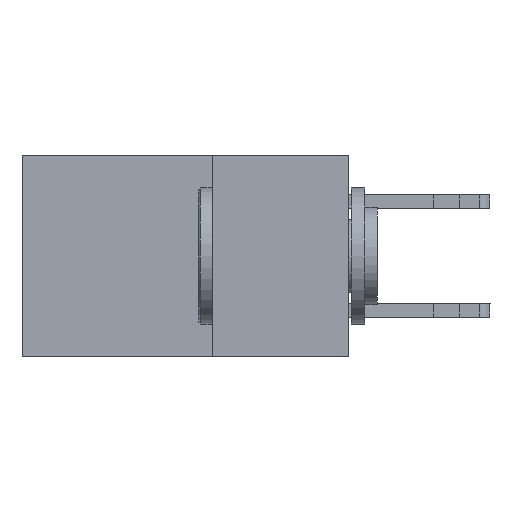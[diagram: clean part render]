
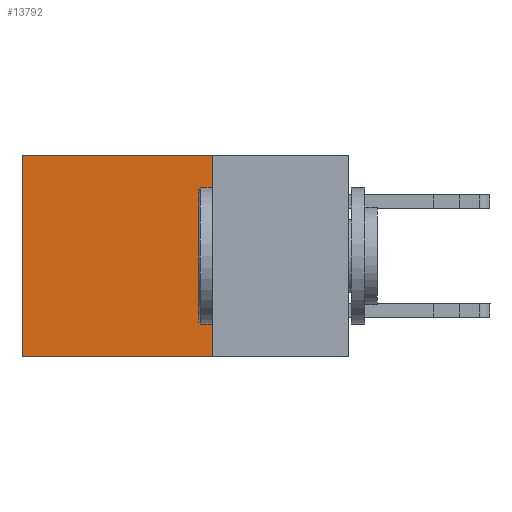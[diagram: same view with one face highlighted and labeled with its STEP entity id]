
A CAD part, left-side view. The second image highlights one B-rep face of the part: STEP entity #13792.
In plain terms, the highlighted planar face has unit normal (-1, 0, 0).
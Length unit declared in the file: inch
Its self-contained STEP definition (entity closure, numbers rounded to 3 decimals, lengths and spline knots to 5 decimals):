
#42 = PLANE ( 'NONE',  #3362 ) ;
#212 = EDGE_CURVE ( 'NONE', #15425, #16162, #3043, .T. ) ;
#2268 = DIRECTION ( 'NONE',  ( 0., 0., -1. ) ) ;
#2306 = CARTESIAN_POINT ( 'NONE',  ( 0.2615, 0.25, 0. ) ) ;
#2405 = VERTEX_POINT ( 'NONE', #2575 ) ;
#2575 = CARTESIAN_POINT ( 'NONE',  ( 0.2615, 0.25, -0.37 ) ) ;
#2910 = DIRECTION ( 'NONE',  ( 0., 0., -1. ) ) ;
#2922 = CARTESIAN_POINT ( 'NONE',  ( 0.2615, 0.6, -0.37 ) ) ;
#3043 = LINE ( 'NONE', #8117, #6328 ) ;
#3362 = AXIS2_PLACEMENT_3D ( 'NONE', #9848, #11228, #2910 ) ;
#3959 = CARTESIAN_POINT ( 'NONE',  ( 0.2615, 0.25, -0.37 ) ) ;
#4618 = EDGE_LOOP ( 'NONE', ( #11596, #7140, #16616, #17246 ) ) ;
#5872 = LINE ( 'NONE', #17211, #9135 ) ;
#6328 = VECTOR ( 'NONE', #8075, 39.37008 ) ;
#6918 = VERTEX_POINT ( 'NONE', #2922 ) ;
#7140 = ORIENTED_EDGE ( 'NONE', *, *, #11468, .F. ) ;
#7681 = DIRECTION ( 'NONE',  ( 0., 0., -1. ) ) ;
#7966 = VECTOR ( 'NONE', #12241, 39.37008 ) ;
#8075 = DIRECTION ( 'NONE',  ( 0., 1., 0. ) ) ;
#8117 = CARTESIAN_POINT ( 'NONE',  ( 0.2615, 0.25, 0. ) ) ;
#8930 = VECTOR ( 'NONE', #2268, 39.37008 ) ;
#9135 = VECTOR ( 'NONE', #7681, 39.37008 ) ;
#9848 = CARTESIAN_POINT ( 'NONE',  ( 0.2615, 0.25, -0.37 ) ) ;
#9891 = CARTESIAN_POINT ( 'NONE',  ( 0.2615, 0.6, 0. ) ) ;
#10604 = CARTESIAN_POINT ( 'NONE',  ( 0.2615, 0.6, -0.37 ) ) ;
#11228 = DIRECTION ( 'NONE',  ( 1., 0., 0. ) ) ;
#11468 = EDGE_CURVE ( 'NONE', #2405, #6918, #12079, .T. ) ;
#11596 = ORIENTED_EDGE ( 'NONE', *, *, #16490, .T. ) ;
#12079 = LINE ( 'NONE', #3959, #7966 ) ;
#12241 = DIRECTION ( 'NONE',  ( 0., 1., 0. ) ) ;
#13016 = LINE ( 'NONE', #10604, #8930 ) ;
#13792 = ADVANCED_FACE ( 'NONE', ( #14335 ), #42, .F. ) ;
#14335 = FACE_OUTER_BOUND ( 'NONE', #4618, .T. ) ;
#15331 = EDGE_CURVE ( 'NONE', #15425, #2405, #5872, .T. ) ;
#15425 = VERTEX_POINT ( 'NONE', #2306 ) ;
#16162 = VERTEX_POINT ( 'NONE', #9891 ) ;
#16490 = EDGE_CURVE ( 'NONE', #16162, #6918, #13016, .T. ) ;
#16616 = ORIENTED_EDGE ( 'NONE', *, *, #15331, .F. ) ;
#17211 = CARTESIAN_POINT ( 'NONE',  ( 0.2615, 0.25, -0.37 ) ) ;
#17246 = ORIENTED_EDGE ( 'NONE', *, *, #212, .T. ) ;
